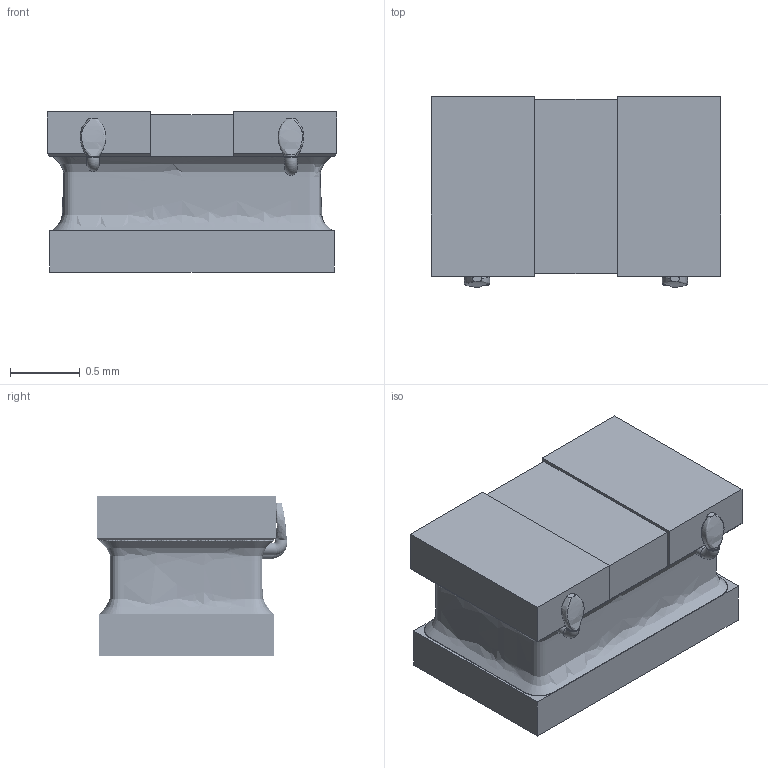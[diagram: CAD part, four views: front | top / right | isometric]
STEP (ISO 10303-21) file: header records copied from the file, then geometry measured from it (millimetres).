
FILE_DESCRIPTION(/* description */ (''),/* implementation_level */ '2;1');
FILE_NAME(/* name */ 'HPC201212.stp',/* time_stamp */ '2020-02-04T17:58:58+08:00',/* author */ (''),/* organization */ (''),/* preprocessor_version */ 'ST-DEVELOPER v16.7',/* originating_system */ 'SIEMENS PLM Software NX 12.0',/* authorisation */ '');
FILE_SCHEMA (('AUTOMOTIVE_DESIGN { 1 0 10303 214 3 1 1 1 }'));
Length unit declared in the file: millimetre
Products named in the file (1): HPC201212
Bounding box: 2.08 x 1.37 x 1.15 mm (x, y, z)
Surface area: 56.2 mm2
Topology: 14 solids, 14 shells, 287 faces, 574 edges, 313 vertices
Faces by surface type: torus 189, plane 68, cylinder 23, bspline 7
Full cylindrical faces by diameter (mm): 0.09 x11
Entity records: 10297 total; most frequent: CARTESIAN_POINT 5022, DIRECTION 1146, ORIENTED_EDGE 740, AXIS2_PLACEMENT_3D 511, EDGE_LOOP 488, FACE_BOUND 405, EDGE_CURVE 370, VERTEX_POINT 313
